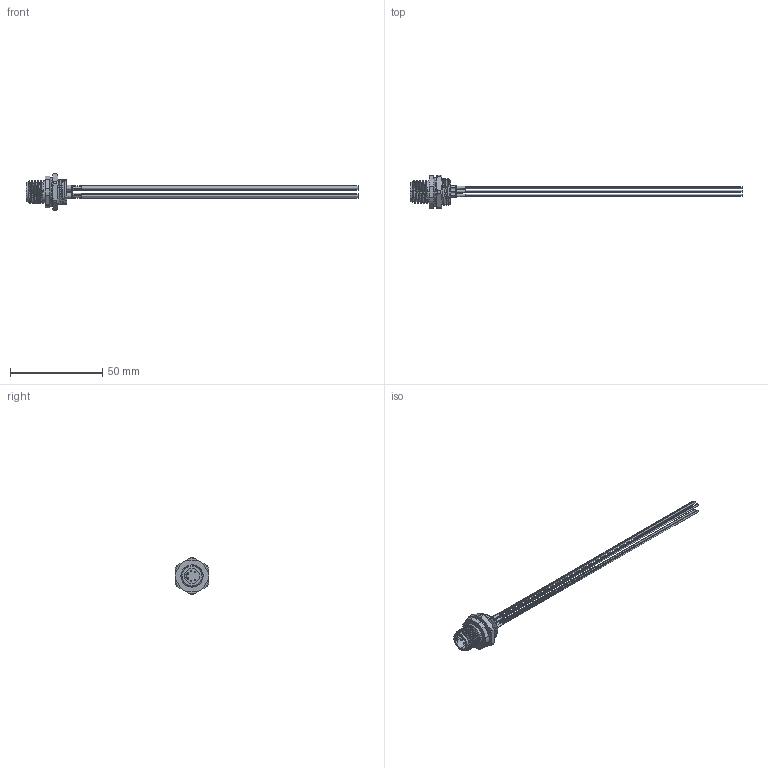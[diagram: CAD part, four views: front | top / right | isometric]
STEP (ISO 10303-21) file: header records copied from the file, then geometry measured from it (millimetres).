
FILE_DESCRIPTION (( 'STEP AP203' ), '1' );
FILE_NAME ('10-04034.STEP', '2022-04-12T16:04:13', ( '' ), ( '' ), 'SwSTEP 2.0', 'SolidWorks 2021', '' );
FILE_SCHEMA (( 'CONFIG_CONTROL_DESIGN' ));
Length unit declared in the file: millimetre
Products named in the file (14): 54-00190; 30-01765_blunt cut; 30-01763_blunt cut; 30-01764_blunt cut; 54-00190-04___; 10-04034; 54-00190-05___; 30-01767_blunt cut; Heat shrink; 54-00190-01___; 54-00190-03___; 30-01762_blunt cut; 54-00190-02; 30-01766_blunt cut
Assembly tree (23 placements, depth 3):
  10-04034
    54-00190
      54-00190-01___
      54-00190-02
      54-00190-04___
      54-00190-05___
      54-00190-03___  x6
    Heat shrink  x6
    30-01762_blunt cut
    30-01765_blunt cut
    30-01763_blunt cut
    30-01764_blunt cut
    30-01766_blunt cut
    30-01767_blunt cut
Bounding box: 180.2 x 18 x 20 mm (x, y, z)
Volume: 3726.9 mm3; surface area: 26836 mm2
Topology: 262 solids, 262 shells, 1916 faces, 3981 edges, 2614 vertices
Faces by surface type: cylinder 1165, plane 598, cone 67, torus 40, bspline 34, sphere 12
Entity records: 52813 total; most frequent: CARTESIAN_POINT 12390, DIRECTION 8919, ORIENTED_EDGE 7058, AXIS2_PLACEMENT_3D 3871, EDGE_CURVE 3529, VERTEX_POINT 2344, EDGE_LOOP 2221, CIRCLE 2152
